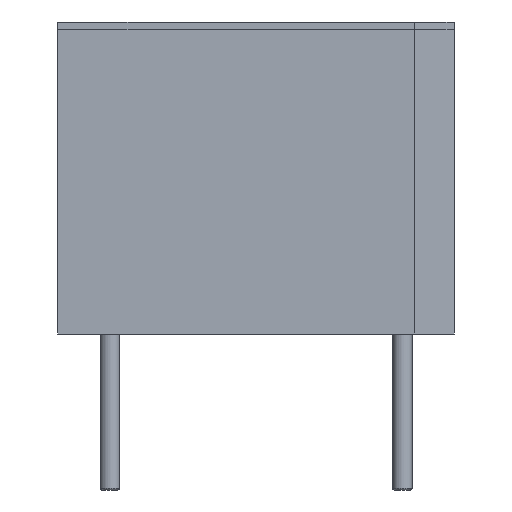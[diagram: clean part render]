
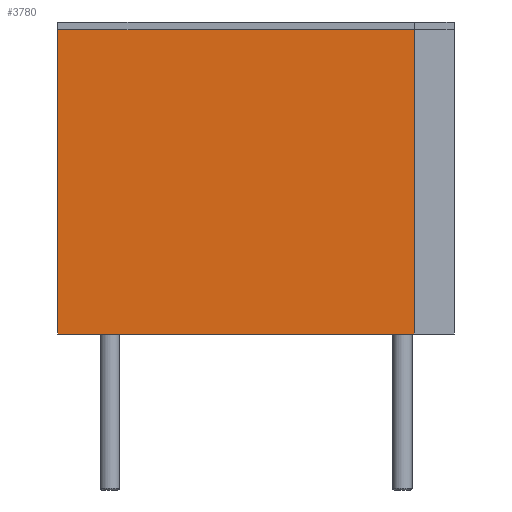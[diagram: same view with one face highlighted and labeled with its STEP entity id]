
A CAD part, left-side view. The second image highlights one B-rep face of the part: STEP entity #3780.
In plain terms, the highlighted planar face has unit normal (-1, 0, 0).
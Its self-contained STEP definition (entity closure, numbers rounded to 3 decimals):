
#368=FACE_OUTER_BOUND('',#642,.T.);
#642=EDGE_LOOP('',(#2979,#2980,#2981,#2982));
#921=LINE('',#5733,#1331);
#1019=LINE('',#5929,#1429);
#1051=LINE('',#6003,#1461);
#1052=LINE('',#6004,#1462);
#1331=VECTOR('',#4577,10.);
#1429=VECTOR('',#4719,10.);
#1461=VECTOR('',#4813,10.);
#1462=VECTOR('',#4814,10.);
#1696=VERTEX_POINT('',#5731);
#1697=VERTEX_POINT('',#5732);
#1773=VERTEX_POINT('',#5928);
#1784=VERTEX_POINT('',#6002);
#2081=EDGE_CURVE('',#1696,#1697,#921,.T.);
#2179=EDGE_CURVE('',#1773,#1696,#1019,.T.);
#2211=EDGE_CURVE('',#1784,#1697,#1051,.T.);
#2212=EDGE_CURVE('',#1784,#1773,#1052,.T.);
#2979=ORIENTED_EDGE('',*,*,#2081,.T.);
#2980=ORIENTED_EDGE('',*,*,#2211,.F.);
#2981=ORIENTED_EDGE('',*,*,#2212,.T.);
#2982=ORIENTED_EDGE('',*,*,#2179,.T.);
#3576=PLANE('',#4092);
#3780=ADVANCED_FACE('',(#368),#3576,.T.);
#4092=AXIS2_PLACEMENT_3D('',#6001,#4811,#4812);
#4577=DIRECTION('',(0.,1.,0.));
#4719=DIRECTION('',(0.,0.,1.));
#4811=DIRECTION('center_axis',(-1.,0.,0.));
#4812=DIRECTION('ref_axis',(0.,-1.,0.));
#4813=DIRECTION('',(0.,0.,1.));
#4814=DIRECTION('',(0.,-1.,0.));
#5731=CARTESIAN_POINT('',(-12.7,-4.064,8.));
#5732=CARTESIAN_POINT('',(-12.7,5.08,8.));
#5733=CARTESIAN_POINT('',(-12.7,2.54,8.));
#5928=CARTESIAN_POINT('',(-12.7,-4.064,0.2));
#5929=CARTESIAN_POINT('',(-12.7,-4.064,0.2));
#6001=CARTESIAN_POINT('Origin',(-12.7,5.08,0.2));
#6002=CARTESIAN_POINT('',(-12.7,5.08,0.2));
#6003=CARTESIAN_POINT('',(-12.7,5.08,0.2));
#6004=CARTESIAN_POINT('',(-12.7,5.08,0.2));
